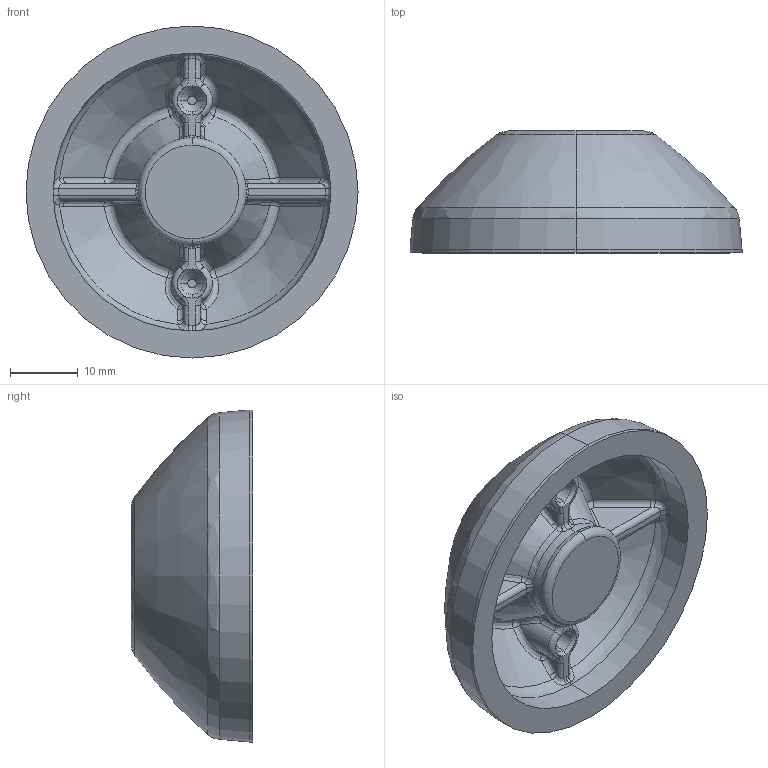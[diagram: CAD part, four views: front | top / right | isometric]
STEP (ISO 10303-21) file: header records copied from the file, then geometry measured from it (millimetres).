
FILE_DESCRIPTION (( 'STEP AP203' ), '1' );
FILE_NAME ('203600106_c_1.STEP', '2022-07-08T17:43:59', ( '' ), ( '' ), 'SwSTEP 2.0', 'SolidWorks 2014', '' );
FILE_SCHEMA (( 'CONFIG_CONTROL_DESIGN' ));
Length unit declared in the file: millimetre
Products named in the file (2): 203600106_c_1; 098d050k
Assembly tree (1 placements, depth 2):
  203600106_c_1
    098d050k
Bounding box: 49 x 18 x 49 mm (x, y, z)
Volume: 12713.4 mm3; surface area: 7328.8 mm2
Topology: 1 solids, 1 shells, 201 faces, 465 edges, 266 vertices
Faces by surface type: bspline 126, cylinder 34, plane 21, cone 20
Entity records: 8631 total; most frequent: CARTESIAN_POINT 4652, ORIENTED_EDGE 922, DIRECTION 646, EDGE_CURVE 461, AXIS2_PLACEMENT_3D 290, VERTEX_POINT 266, CIRCLE 211, EDGE_LOOP 205
